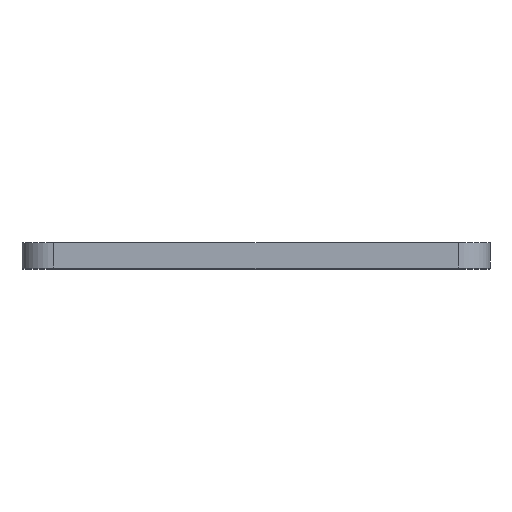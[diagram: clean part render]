
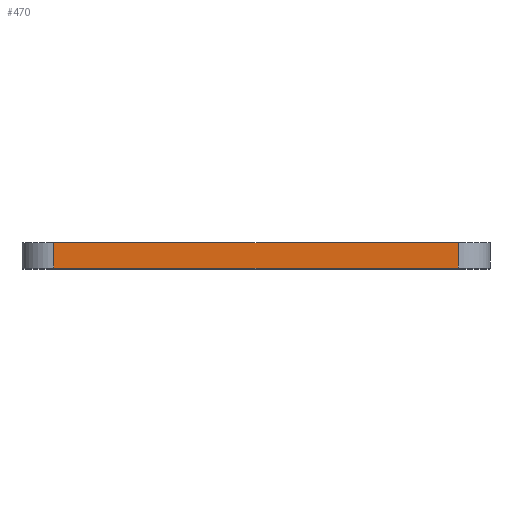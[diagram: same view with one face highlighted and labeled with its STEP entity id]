
A CAD part, top view. The second image highlights one B-rep face of the part: STEP entity #470.
In plain terms, the highlighted planar face has unit normal (0, 0, 1).
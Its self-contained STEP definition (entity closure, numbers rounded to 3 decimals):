
#41 = VERTEX_POINT ( 'NONE', #771 ) ;
#66 = EDGE_CURVE ( 'NONE', #722, #730, #443, .T. ) ;
#81 = CARTESIAN_POINT ( 'NONE',  ( 16., 0., 48.5 ) ) ;
#96 = DIRECTION ( 'NONE',  ( 0., 0., 1. ) ) ;
#101 = ORIENTED_EDGE ( 'NONE', *, *, #117, .F. ) ;
#117 = EDGE_CURVE ( 'NONE', #41, #556, #263, .T. ) ;
#155 = LINE ( 'NONE', #709, #599 ) ;
#161 = DIRECTION ( 'NONE',  ( 0., -1., 0. ) ) ;
#218 = FACE_OUTER_BOUND ( 'NONE', #495, .T. ) ;
#263 = LINE ( 'NONE', #327, #665 ) ;
#301 = AXIS2_PLACEMENT_3D ( 'NONE', #450, #96, #706 ) ;
#322 = CARTESIAN_POINT ( 'NONE',  ( -18.5, 0., 48.5 ) ) ;
#327 = CARTESIAN_POINT ( 'NONE',  ( -18.5, 2., 48.5 ) ) ;
#331 = LINE ( 'NONE', #81, #437 ) ;
#384 = DIRECTION ( 'NONE',  ( 1., 0., 0. ) ) ;
#437 = VECTOR ( 'NONE', #697, 1000. ) ;
#438 = DIRECTION ( 'NONE',  ( 1., 0., 0. ) ) ;
#443 = LINE ( 'NONE', #322, #446 ) ;
#446 = VECTOR ( 'NONE', #384, 1000. ) ;
#450 = CARTESIAN_POINT ( 'NONE',  ( -18.5, 0., 48.5 ) ) ;
#470 = ADVANCED_FACE ( 'NONE', ( #218 ), #648, .T. ) ;
#477 = EDGE_CURVE ( 'NONE', #41, #722, #155, .T. ) ;
#495 = EDGE_LOOP ( 'NONE', ( #674, #692, #101, #510 ) ) ;
#510 = ORIENTED_EDGE ( 'NONE', *, *, #477, .T. ) ;
#556 = VERTEX_POINT ( 'NONE', #691 ) ;
#599 = VECTOR ( 'NONE', #161, 1000. ) ;
#648 = PLANE ( 'NONE',  #301 ) ;
#665 = VECTOR ( 'NONE', #438, 1000. ) ;
#673 = CARTESIAN_POINT ( 'NONE',  ( 16., 0., 48.5 ) ) ;
#674 = ORIENTED_EDGE ( 'NONE', *, *, #66, .T. ) ;
#691 = CARTESIAN_POINT ( 'NONE',  ( 16., 2., 48.5 ) ) ;
#692 = ORIENTED_EDGE ( 'NONE', *, *, #745, .T. ) ;
#697 = DIRECTION ( 'NONE',  ( 0., 1., 0. ) ) ;
#706 = DIRECTION ( 'NONE',  ( 1., 0., 0. ) ) ;
#709 = CARTESIAN_POINT ( 'NONE',  ( -16., 0., 48.5 ) ) ;
#722 = VERTEX_POINT ( 'NONE', #728 ) ;
#728 = CARTESIAN_POINT ( 'NONE',  ( -16., 0., 48.5 ) ) ;
#730 = VERTEX_POINT ( 'NONE', #673 ) ;
#745 = EDGE_CURVE ( 'NONE', #730, #556, #331, .T. ) ;
#771 = CARTESIAN_POINT ( 'NONE',  ( -16., 2., 48.5 ) ) ;
